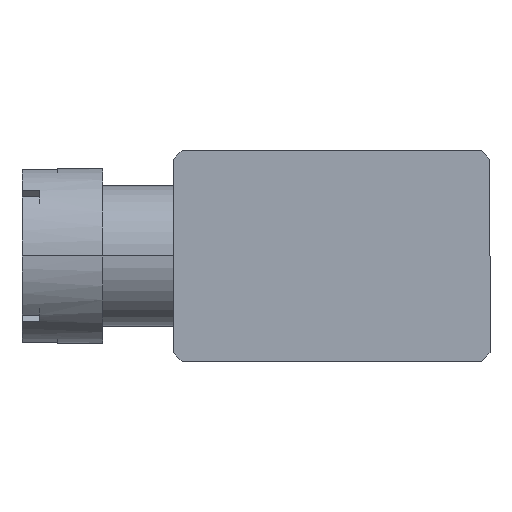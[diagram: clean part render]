
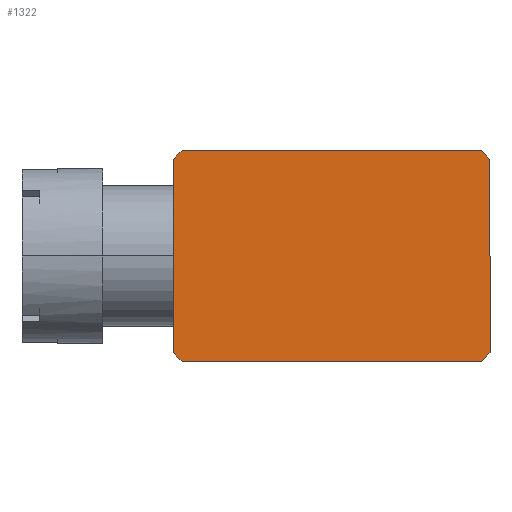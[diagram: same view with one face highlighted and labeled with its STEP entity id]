
A CAD part, left-side view. The second image highlights one B-rep face of the part: STEP entity #1322.
In plain terms, the highlighted face is planar.
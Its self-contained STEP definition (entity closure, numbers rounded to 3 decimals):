
#16 = LINE ( 'NONE', #737, #5572 ) ;
#554 = DIRECTION ( 'NONE',  ( 0.707, 0.707, 0. ) ) ;
#599 = CARTESIAN_POINT ( 'NONE',  ( -0.125, -7.375, 45. ) ) ;
#737 = CARTESIAN_POINT ( 'NONE',  ( -2.875, -4.375, 45. ) ) ;
#755 = DIRECTION ( 'NONE',  ( 0.707, -0.707, 0. ) ) ;
#777 = VECTOR ( 'NONE', #4346, 1000. ) ;
#807 = LINE ( 'NONE', #4328, #777 ) ;
#987 = ORIENTED_EDGE ( 'NONE', *, *, #4648, .T. ) ;
#1004 = ORIENTED_EDGE ( 'NONE', *, *, #6213, .T. ) ;
#1012 = ORIENTED_EDGE ( 'NONE', *, *, #5914, .T. ) ;
#1034 = DIRECTION ( 'NONE',  ( 1., 0., 0. ) ) ;
#1087 = DIRECTION ( 'NONE',  ( 0., 0., 1. ) ) ;
#1093 = CARTESIAN_POINT ( 'NONE',  ( -7.375, -0.125, 45. ) ) ;
#1112 = DIRECTION ( 'NONE',  ( -0.707, -0.707, 0. ) ) ;
#1140 = VECTOR ( 'NONE', #5635, 1000. ) ;
#1146 = PLANE ( 'NONE',  #5213 ) ;
#1153 = LINE ( 'NONE', #5735, #1140 ) ;
#1231 = VERTEX_POINT ( 'NONE', #3482 ) ;
#1262 = CARTESIAN_POINT ( 'NONE',  ( -3., -4.5, 45. ) ) ;
#1308 = ORIENTED_EDGE ( 'NONE', *, *, #6419, .T. ) ;
#1322 = ADVANCED_FACE ( 'NONE', ( #5370 ), #1146, .T. ) ;
#1328 = CARTESIAN_POINT ( 'NONE',  ( 2.75, -4.5, 45. ) ) ;
#1442 = CARTESIAN_POINT ( 'NONE',  ( -3., -4.5, 45. ) ) ;
#1630 = DIRECTION ( 'NONE',  ( 1., 0., 0. ) ) ;
#1681 = CARTESIAN_POINT ( 'NONE',  ( -2.75, -4.5, 45. ) ) ;
#1971 = VERTEX_POINT ( 'NONE', #4518 ) ;
#2076 = EDGE_LOOP ( 'NONE', ( #4122, #2096, #1004, #5503, #1012, #987, #2124, #1308 ) ) ;
#2096 = ORIENTED_EDGE ( 'NONE', *, *, #6491, .T. ) ;
#2101 = CARTESIAN_POINT ( 'NONE',  ( -3., 4.25, 45. ) ) ;
#2124 = ORIENTED_EDGE ( 'NONE', *, *, #4367, .T. ) ;
#2380 = VERTEX_POINT ( 'NONE', #2573 ) ;
#2491 = VERTEX_POINT ( 'NONE', #2101 ) ;
#2573 = CARTESIAN_POINT ( 'NONE',  ( -3., -4.25, 45. ) ) ;
#2765 = VERTEX_POINT ( 'NONE', #1681 ) ;
#3094 = DIRECTION ( 'NONE',  ( 0., 1., 0. ) ) ;
#3169 = CARTESIAN_POINT ( 'NONE',  ( 3., 4.5, 45. ) ) ;
#3198 = VERTEX_POINT ( 'NONE', #1328 ) ;
#3482 = CARTESIAN_POINT ( 'NONE',  ( 3., 4.25, 45. ) ) ;
#3585 = CARTESIAN_POINT ( 'NONE',  ( 2.75, 4.5, 45. ) ) ;
#3887 = CARTESIAN_POINT ( 'NONE',  ( -3., 4.5, 45. ) ) ;
#3954 = VERTEX_POINT ( 'NONE', #4111 ) ;
#3998 = DIRECTION ( 'NONE',  ( 0., -1., 0. ) ) ;
#4111 = CARTESIAN_POINT ( 'NONE',  ( 3., -4.25, 45. ) ) ;
#4122 = ORIENTED_EDGE ( 'NONE', *, *, #5440, .T. ) ;
#4328 = CARTESIAN_POINT ( 'NONE',  ( 4.375, 2.875, 45. ) ) ;
#4346 = DIRECTION ( 'NONE',  ( -0.707, 0.707, 0. ) ) ;
#4367 = EDGE_CURVE ( 'NONE', #5861, #1971, #1153, .T. ) ;
#4518 = CARTESIAN_POINT ( 'NONE',  ( -2.75, 4.5, 45. ) ) ;
#4648 = EDGE_CURVE ( 'NONE', #1231, #5861, #807, .T. ) ;
#5213 = AXIS2_PLACEMENT_3D ( 'NONE', #1262, #1087, #1034 ) ;
#5370 = FACE_OUTER_BOUND ( 'NONE', #2076, .T. ) ;
#5440 = EDGE_CURVE ( 'NONE', #2491, #2380, #6463, .T. ) ;
#5503 = ORIENTED_EDGE ( 'NONE', *, *, #6532, .T. ) ;
#5547 = VECTOR ( 'NONE', #554, 1000. ) ;
#5552 = LINE ( 'NONE', #599, #5547 ) ;
#5572 = VECTOR ( 'NONE', #755, 1000. ) ;
#5606 = VECTOR ( 'NONE', #1112, 1000. ) ;
#5635 = DIRECTION ( 'NONE',  ( -1., 0., 0. ) ) ;
#5646 = LINE ( 'NONE', #1093, #5606 ) ;
#5732 = VECTOR ( 'NONE', #1630, 1000. ) ;
#5735 = CARTESIAN_POINT ( 'NONE',  ( -3., 4.5, 45. ) ) ;
#5738 = LINE ( 'NONE', #1442, #5732 ) ;
#5861 = VERTEX_POINT ( 'NONE', #3585 ) ;
#5914 = EDGE_CURVE ( 'NONE', #3954, #1231, #6068, .T. ) ;
#5991 = VECTOR ( 'NONE', #3094, 1000. ) ;
#6068 = LINE ( 'NONE', #3169, #5991 ) ;
#6213 = EDGE_CURVE ( 'NONE', #2765, #3198, #5738, .T. ) ;
#6419 = EDGE_CURVE ( 'NONE', #1971, #2491, #5646, .T. ) ;
#6444 = VECTOR ( 'NONE', #3998, 1000. ) ;
#6463 = LINE ( 'NONE', #3887, #6444 ) ;
#6491 = EDGE_CURVE ( 'NONE', #2380, #2765, #16, .T. ) ;
#6532 = EDGE_CURVE ( 'NONE', #3198, #3954, #5552, .T. ) ;
